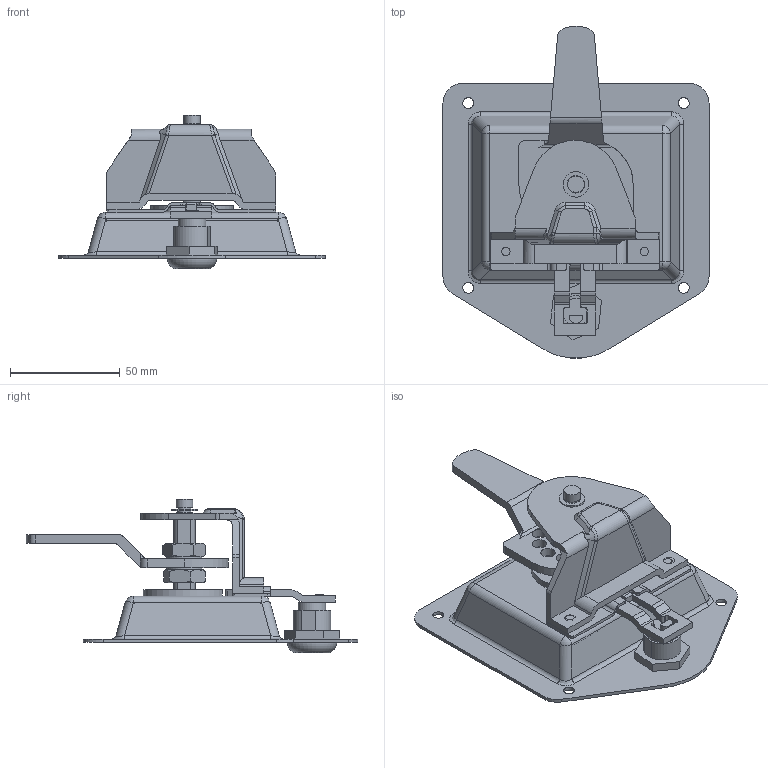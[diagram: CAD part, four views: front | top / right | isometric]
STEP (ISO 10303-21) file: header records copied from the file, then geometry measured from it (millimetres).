
FILE_DESCRIPTION( ( 'STEP AP203' ), '1' );
FILE_NAME( ' ', ' ', ( ' ' ), ( ' ' ), 'PSStep 10.0', ' ', ' ' );
FILE_SCHEMA( ( 'CONFIG_CONTROL_DESIGN' ) );
Length unit declared in the file: millimetre
Products named in the file (21): 1; 2; 3; 4; 5; 6; 7; 8; 9; 10; 11; 12; 13; 14; 15; 16; 17; 18; 19; 20; 21
Bounding box: 121 x 150.91 x 69.86 mm (x, y, z)
Volume: 87112.5 mm3; surface area: 78738 mm2
Topology: 21 solids, 21 shells, 449 faces, 1133 edges, 726 vertices
Faces by surface type: plane 198, cylinder 172, cone 43, bspline 21, sphere 11, torus 4
Full cylindrical faces by diameter (mm): 5 x8, 6 x1, 6.5 x11, 7.5 x2, 8 x3, 8.2 x1, 10 x2, 11.7 x1, 12 x1, 12.3 x1, 12.5 x1, 13 x1, 15.4 x1, 15.9 x1, 16 x2, 16.3 x1, 17 x1, 30.8 x1, 32.8 x1
Entity records: 16415 total; most frequent: CARTESIAN_POINT 4931, DIRECTION 2271, ORIENTED_EDGE 2068, EDGE_CURVE 1034, AXIS2_PLACEMENT_3D 877, VERTEX_POINT 692, EDGE_LOOP 592, LINE 517
